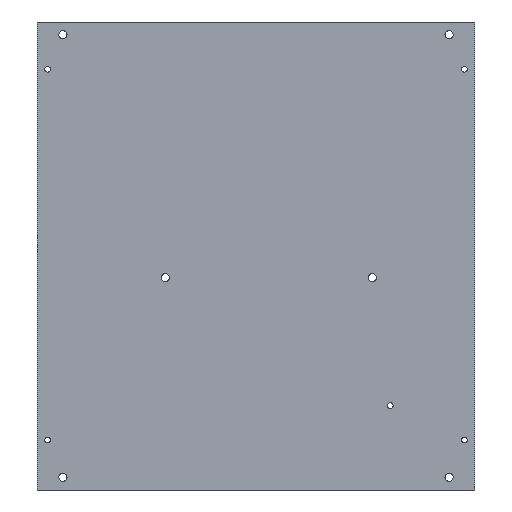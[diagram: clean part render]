
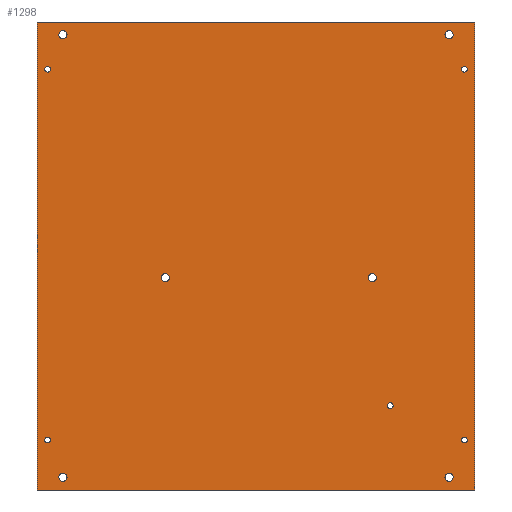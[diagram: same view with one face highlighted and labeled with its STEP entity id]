
A CAD part, front view. The second image highlights one B-rep face of the part: STEP entity #1298.
In plain terms, the highlighted planar face has unit normal (0, -1, 0).
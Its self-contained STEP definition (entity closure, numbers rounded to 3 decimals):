
#36=FACE_BOUND('',#248,.T.);
#37=FACE_BOUND('',#249,.T.);
#38=FACE_BOUND('',#250,.T.);
#39=FACE_BOUND('',#251,.T.);
#40=FACE_BOUND('',#252,.T.);
#41=FACE_BOUND('',#253,.T.);
#42=FACE_BOUND('',#254,.T.);
#43=FACE_BOUND('',#255,.T.);
#44=FACE_BOUND('',#256,.T.);
#45=FACE_BOUND('',#257,.T.);
#46=FACE_BOUND('',#258,.T.);
#98=PLANE('',#1420);
#163=FACE_OUTER_BOUND('',#247,.T.);
#247=EDGE_LOOP('',(#1208,#1209,#1210,#1211));
#248=EDGE_LOOP('',(#1212));
#249=EDGE_LOOP('',(#1213));
#250=EDGE_LOOP('',(#1214));
#251=EDGE_LOOP('',(#1215));
#252=EDGE_LOOP('',(#1216));
#253=EDGE_LOOP('',(#1217));
#254=EDGE_LOOP('',(#1218));
#255=EDGE_LOOP('',(#1219));
#256=EDGE_LOOP('',(#1220));
#257=EDGE_LOOP('',(#1221));
#258=EDGE_LOOP('',(#1222));
#267=LINE('',#1811,#406);
#277=LINE('',#1832,#416);
#396=LINE('',#2123,#535);
#397=LINE('',#2126,#536);
#406=VECTOR('',#1467,10.);
#416=VECTOR('',#1483,10.);
#535=VECTOR('',#1756,10.);
#536=VECTOR('',#1761,10.);
#539=CIRCLE('',#1322,1.6);
#542=CIRCLE('',#1326,1.6);
#545=CIRCLE('',#1330,1.6);
#548=CIRCLE('',#1334,1.6);
#551=CIRCLE('',#1344,1.1);
#554=CIRCLE('',#1348,1.1);
#557=CIRCLE('',#1352,1.1);
#560=CIRCLE('',#1356,1.1);
#565=CIRCLE('',#1363,1.6);
#570=CIRCLE('',#1370,1.6);
#573=CIRCLE('',#1406,1.1);
#576=VERTEX_POINT('',#1772);
#579=VERTEX_POINT('',#1780);
#582=VERTEX_POINT('',#1788);
#585=VERTEX_POINT('',#1796);
#590=VERTEX_POINT('',#1809);
#591=VERTEX_POINT('',#1810);
#598=VERTEX_POINT('',#1830);
#599=VERTEX_POINT('',#1831);
#604=VERTEX_POINT('',#1846);
#607=VERTEX_POINT('',#1854);
#610=VERTEX_POINT('',#1862);
#613=VERTEX_POINT('',#1870);
#618=VERTEX_POINT('',#1884);
#623=VERTEX_POINT('',#1898);
#678=VERTEX_POINT('',#2068);
#698=EDGE_CURVE('',#576,#576,#539,.T.);
#702=EDGE_CURVE('',#579,#579,#542,.T.);
#706=EDGE_CURVE('',#582,#582,#545,.T.);
#710=EDGE_CURVE('',#585,#585,#548,.T.);
#715=EDGE_CURVE('',#590,#591,#267,.T.);
#725=EDGE_CURVE('',#598,#599,#277,.T.);
#734=EDGE_CURVE('',#604,#604,#551,.T.);
#738=EDGE_CURVE('',#607,#607,#554,.T.);
#742=EDGE_CURVE('',#610,#610,#557,.T.);
#746=EDGE_CURVE('',#613,#613,#560,.T.);
#753=EDGE_CURVE('',#618,#618,#565,.T.);
#760=EDGE_CURVE('',#623,#623,#570,.T.);
#842=EDGE_CURVE('',#678,#678,#573,.T.);
#869=EDGE_CURVE('',#591,#598,#396,.T.);
#870=EDGE_CURVE('',#599,#590,#397,.T.);
#1208=ORIENTED_EDGE('',*,*,#870,.T.);
#1209=ORIENTED_EDGE('',*,*,#715,.T.);
#1210=ORIENTED_EDGE('',*,*,#869,.T.);
#1211=ORIENTED_EDGE('',*,*,#725,.T.);
#1212=ORIENTED_EDGE('',*,*,#698,.T.);
#1213=ORIENTED_EDGE('',*,*,#702,.T.);
#1214=ORIENTED_EDGE('',*,*,#706,.T.);
#1215=ORIENTED_EDGE('',*,*,#710,.T.);
#1216=ORIENTED_EDGE('',*,*,#734,.T.);
#1217=ORIENTED_EDGE('',*,*,#738,.T.);
#1218=ORIENTED_EDGE('',*,*,#742,.T.);
#1219=ORIENTED_EDGE('',*,*,#746,.T.);
#1220=ORIENTED_EDGE('',*,*,#753,.T.);
#1221=ORIENTED_EDGE('',*,*,#760,.T.);
#1222=ORIENTED_EDGE('',*,*,#842,.T.);
#1298=ADVANCED_FACE('',(#163,#36,#37,#38,#39,#40,#41,#42,#43,#44,#45,#46),
#98,.F.);
#1322=AXIS2_PLACEMENT_3D('',#1774,#1430,#1431);
#1326=AXIS2_PLACEMENT_3D('',#1782,#1439,#1440);
#1330=AXIS2_PLACEMENT_3D('',#1790,#1448,#1449);
#1334=AXIS2_PLACEMENT_3D('',#1798,#1457,#1458);
#1344=AXIS2_PLACEMENT_3D('',#1848,#1498,#1499);
#1348=AXIS2_PLACEMENT_3D('',#1856,#1507,#1508);
#1352=AXIS2_PLACEMENT_3D('',#1864,#1516,#1517);
#1356=AXIS2_PLACEMENT_3D('',#1872,#1525,#1526);
#1363=AXIS2_PLACEMENT_3D('',#1886,#1541,#1542);
#1370=AXIS2_PLACEMENT_3D('',#1900,#1557,#1558);
#1406=AXIS2_PLACEMENT_3D('',#2070,#1708,#1709);
#1420=AXIS2_PLACEMENT_3D('',#2128,#1764,#1765);
#1430=DIRECTION('center_axis',(0.,1.,0.));
#1431=DIRECTION('ref_axis',(1.,0.,0.));
#1439=DIRECTION('center_axis',(0.,1.,0.));
#1440=DIRECTION('ref_axis',(1.,0.,0.));
#1448=DIRECTION('center_axis',(0.,1.,0.));
#1449=DIRECTION('ref_axis',(1.,0.,0.));
#1457=DIRECTION('center_axis',(0.,1.,0.));
#1458=DIRECTION('ref_axis',(1.,0.,0.));
#1467=DIRECTION('',(-1.,0.,0.));
#1483=DIRECTION('',(1.,0.,0.));
#1498=DIRECTION('center_axis',(0.,1.,0.));
#1499=DIRECTION('ref_axis',(1.,0.,0.));
#1507=DIRECTION('center_axis',(0.,1.,0.));
#1508=DIRECTION('ref_axis',(1.,0.,0.));
#1516=DIRECTION('center_axis',(0.,1.,0.));
#1517=DIRECTION('ref_axis',(1.,0.,0.));
#1525=DIRECTION('center_axis',(0.,1.,0.));
#1526=DIRECTION('ref_axis',(1.,0.,0.));
#1541=DIRECTION('center_axis',(0.,1.,0.));
#1542=DIRECTION('ref_axis',(1.,0.,0.));
#1557=DIRECTION('center_axis',(0.,1.,0.));
#1558=DIRECTION('ref_axis',(1.,0.,0.));
#1708=DIRECTION('center_axis',(0.,1.,0.));
#1709=DIRECTION('ref_axis',(1.,0.,0.));
#1756=DIRECTION('',(0.,0.,-1.));
#1761=DIRECTION('',(0.,0.,1.));
#1764=DIRECTION('center_axis',(0.,1.,0.));
#1765=DIRECTION('ref_axis',(0.,0.,1.));
#1772=CARTESIAN_POINT('',(-11.6,0.,5.));
#1774=CARTESIAN_POINT('Origin',(-10.,0.,5.));
#1780=CARTESIAN_POINT('',(-11.6,0.,-168.));
#1782=CARTESIAN_POINT('Origin',(-10.,0.,-168.));
#1788=CARTESIAN_POINT('',(-162.6,0.,5.));
#1790=CARTESIAN_POINT('Origin',(-161.,0.,5.));
#1796=CARTESIAN_POINT('',(-162.6,0.,-168.));
#1798=CARTESIAN_POINT('Origin',(-161.,0.,-168.));
#1809=CARTESIAN_POINT('',(0.,0.,10.));
#1810=CARTESIAN_POINT('',(-171.,0.,10.));
#1811=CARTESIAN_POINT('',(0.,0.,10.));
#1830=CARTESIAN_POINT('',(-171.,0.,-173.));
#1831=CARTESIAN_POINT('',(0.,0.,-173.));
#1832=CARTESIAN_POINT('',(-171.,0.,-173.));
#1846=CARTESIAN_POINT('',(-5.1,0.,-8.5));
#1848=CARTESIAN_POINT('Origin',(-4.,0.,-8.5));
#1854=CARTESIAN_POINT('',(-168.1,0.,-153.5));
#1856=CARTESIAN_POINT('Origin',(-167.,0.,-153.5));
#1862=CARTESIAN_POINT('',(-168.1,0.,-8.5));
#1864=CARTESIAN_POINT('Origin',(-167.,0.,-8.5));
#1870=CARTESIAN_POINT('',(-5.1,0.,-153.5));
#1872=CARTESIAN_POINT('Origin',(-4.,0.,-153.5));
#1884=CARTESIAN_POINT('',(-122.6,0.,-90.));
#1886=CARTESIAN_POINT('Origin',(-121.,0.,-90.));
#1898=CARTESIAN_POINT('',(-41.6,0.,-90.));
#1900=CARTESIAN_POINT('Origin',(-40.,0.,-90.));
#2068=CARTESIAN_POINT('',(-34.1,0.,-140.));
#2070=CARTESIAN_POINT('Origin',(-33.,0.,-140.));
#2123=CARTESIAN_POINT('',(-171.,0.,-163.));
#2126=CARTESIAN_POINT('',(0.,0.,0.));
#2128=CARTESIAN_POINT('Origin',(-85.5,0.,-81.5));
